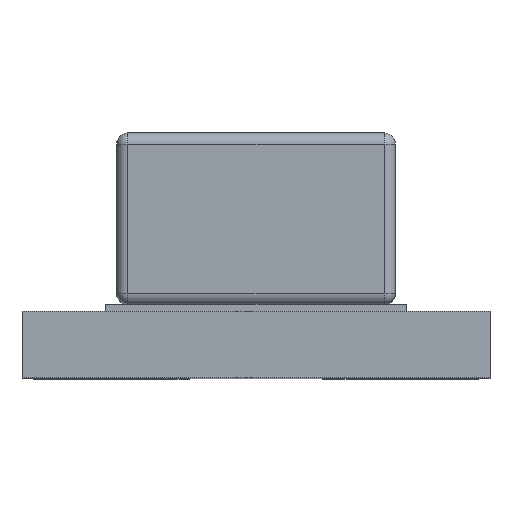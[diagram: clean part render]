
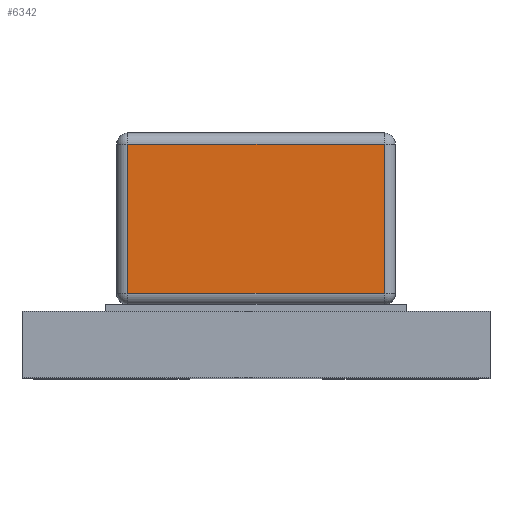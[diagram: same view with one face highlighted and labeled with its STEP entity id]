
A CAD part, top view. The second image highlights one B-rep face of the part: STEP entity #6342.
In plain terms, the highlighted planar face has unit normal (0, 0, 1).
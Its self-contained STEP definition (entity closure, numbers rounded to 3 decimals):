
#248 = AXIS2_PLACEMENT_3D ( 'NONE', #2966, #857, #5214 ) ;
#270 = CARTESIAN_POINT ( 'NONE',  ( 0.575, 1.05, 1. ) ) ;
#857 = DIRECTION ( 'NONE',  ( 0., 0., -1. ) ) ;
#896 = CARTESIAN_POINT ( 'NONE',  ( -0.575, 1.05, 1. ) ) ;
#903 = EDGE_CURVE ( 'NONE', #3339, #1823, #3828, .T. ) ;
#1003 = LINE ( 'NONE', #7001, #1921 ) ;
#1091 = ORIENTED_EDGE ( 'NONE', *, *, #5514, .T. ) ;
#1440 = VECTOR ( 'NONE', #1893, 1000. ) ;
#1453 = LINE ( 'NONE', #896, #1440 ) ;
#1532 = CARTESIAN_POINT ( 'NONE',  ( -0.575, 1.05, 1. ) ) ;
#1823 = VERTEX_POINT ( 'NONE', #2908 ) ;
#1893 = DIRECTION ( 'NONE',  ( -1., 0., 0. ) ) ;
#1921 = VECTOR ( 'NONE', #3163, 1000. ) ;
#2115 = ORIENTED_EDGE ( 'NONE', *, *, #6211, .T. ) ;
#2363 = ORIENTED_EDGE ( 'NONE', *, *, #6140, .F. ) ;
#2499 = VECTOR ( 'NONE', #4302, 1000. ) ;
#2502 = FACE_OUTER_BOUND ( 'NONE', #3285, .T. ) ;
#2591 = DIRECTION ( 'NONE',  ( 1., 0., 0. ) ) ;
#2908 = CARTESIAN_POINT ( 'NONE',  ( 0.575, 0.38, 1. ) ) ;
#2966 = CARTESIAN_POINT ( 'NONE',  ( -0.575, 1.1, 1. ) ) ;
#3060 = PLANE ( 'NONE',  #248 ) ;
#3130 = LINE ( 'NONE', #6487, #2499 ) ;
#3163 = DIRECTION ( 'NONE',  ( 0., -1., 0. ) ) ;
#3285 = EDGE_LOOP ( 'NONE', ( #2363, #1091, #2115, #3754 ) ) ;
#3339 = VERTEX_POINT ( 'NONE', #5617 ) ;
#3754 = ORIENTED_EDGE ( 'NONE', *, *, #903, .T. ) ;
#3828 = LINE ( 'NONE', #5991, #6521 ) ;
#4302 = DIRECTION ( 'NONE',  ( 0., -1., 0. ) ) ;
#5214 = DIRECTION ( 'NONE',  ( -1., 0., 0. ) ) ;
#5514 = EDGE_CURVE ( 'NONE', #6352, #6203, #1453, .T. ) ;
#5617 = CARTESIAN_POINT ( 'NONE',  ( -0.575, 0.38, 1. ) ) ;
#5991 = CARTESIAN_POINT ( 'NONE',  ( -0.575, 0.38, 1. ) ) ;
#6140 = EDGE_CURVE ( 'NONE', #6352, #1823, #3130, .T. ) ;
#6203 = VERTEX_POINT ( 'NONE', #1532 ) ;
#6211 = EDGE_CURVE ( 'NONE', #6203, #3339, #1003, .T. ) ;
#6342 = ADVANCED_FACE ( 'NONE', ( #2502 ), #3060, .F. ) ;
#6352 = VERTEX_POINT ( 'NONE', #270 ) ;
#6487 = CARTESIAN_POINT ( 'NONE',  ( 0.575, 1.1, 1. ) ) ;
#6521 = VECTOR ( 'NONE', #2591, 1000. ) ;
#7001 = CARTESIAN_POINT ( 'NONE',  ( -0.575, 1.1, 1. ) ) ;
